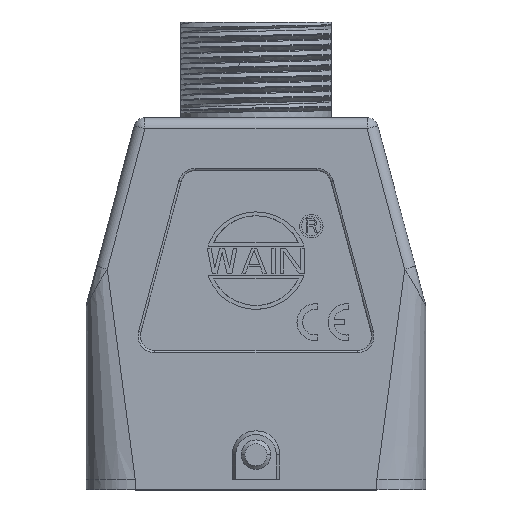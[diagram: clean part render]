
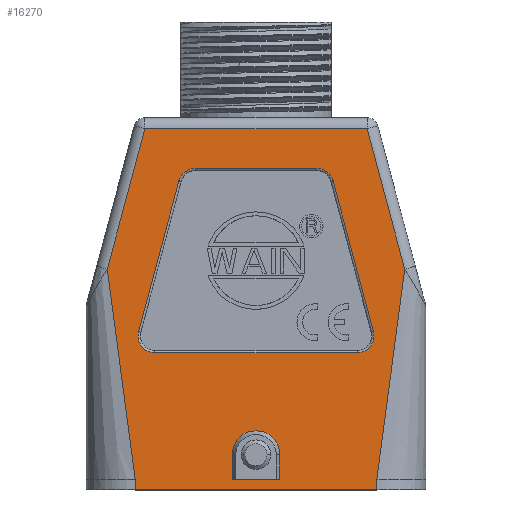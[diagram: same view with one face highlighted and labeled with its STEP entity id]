
A CAD part, top view. The second image highlights one B-rep face of the part: STEP entity #16270.
In plain terms, the highlighted planar face has unit normal (0, 0, 1).
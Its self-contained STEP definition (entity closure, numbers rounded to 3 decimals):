
#87=DIRECTION('',(-1.,0.,0.));
#88=VECTOR('',#87,6.5);
#89=CARTESIAN_POINT('',(3.25,5.,13.425));
#90=LINE('',#89,#88);
#1440=CARTESIAN_POINT('',(-16.425,5.,13.425));
#1458=CARTESIAN_POINT('',(-20.22,33.588,13.425));
#1473=DIRECTION('',(0.,-1.,0.));
#1474=VECTOR('',#1473,1.4);
#1475=CARTESIAN_POINT('',(-16.425,5.,13.425));
#1476=LINE('',#1475,#1474);
#1477=DIRECTION('',(0.,-1.,0.));
#1478=VECTOR('',#1477,3.35);
#1479=CARTESIAN_POINT('',(-3.25,8.35,13.425));
#1480=LINE('',#1479,#1478);
#1481=DIRECTION('',(0.,1.,0.));
#1482=VECTOR('',#1481,3.35);
#1483=CARTESIAN_POINT('',(3.25,5.,13.425));
#1484=LINE('',#1483,#1482);
#1485=CARTESIAN_POINT('',(0.,8.35,13.425));
#1486=DIRECTION('',(0.,0.,1.));
#1487=DIRECTION('',(1.,0.,0.));
#1488=AXIS2_PLACEMENT_3D('',#1485,#1486,#1487);
#1490=DIRECTION('',(0.259,-0.966,0.));
#1491=VECTOR('',#1490,21.223);
#1492=CARTESIAN_POINT('',(10.472,45.595,13.425));
#1493=LINE('',#1492,#1491);
#1494=CARTESIAN_POINT('',(8.25,45.,13.425));
#1495=DIRECTION('',(0.,0.,-1.));
#1496=DIRECTION('',(0.,1.,0.));
#1497=AXIS2_PLACEMENT_3D('',#1494,#1495,#1496);
#1499=DIRECTION('',(1.,0.,0.));
#1500=VECTOR('',#1499,16.5);
#1501=CARTESIAN_POINT('',(-8.25,47.3,13.425));
#1502=LINE('',#1501,#1500);
#1503=CARTESIAN_POINT('',(-8.25,45.,13.425));
#1504=DIRECTION('',(0.,0.,-1.));
#1505=DIRECTION('',(-0.966,0.259,0.));
#1506=AXIS2_PLACEMENT_3D('',#1503,#1504,#1505);
#1508=DIRECTION('',(0.259,0.966,0.));
#1509=VECTOR('',#1508,21.223);
#1510=CARTESIAN_POINT('',(-15.965,25.095,13.425));
#1511=LINE('',#1510,#1509);
#1512=CARTESIAN_POINT('',(-13.743,24.5,13.425));
#1513=DIRECTION('',(0.,0.,-1.));
#1514=DIRECTION('',(0.,-1.,0.));
#1515=AXIS2_PLACEMENT_3D('',#1512,#1513,#1514);
#1517=DIRECTION('',(-1.,0.,0.));
#1518=VECTOR('',#1517,27.486);
#1519=CARTESIAN_POINT('',(13.743,22.2,13.425));
#1520=LINE('',#1519,#1518);
#1521=CARTESIAN_POINT('',(13.743,24.5,13.425));
#1522=DIRECTION('',(0.,0.,-1.));
#1523=DIRECTION('',(0.966,0.259,0.));
#1524=AXIS2_PLACEMENT_3D('',#1521,#1522,#1523);
#1526=DIRECTION('',(0.132,0.991,0.));
#1527=VECTOR('',#1526,28.839);
#1528=CARTESIAN_POINT('',(16.425,5.,13.425));
#1529=LINE('',#1528,#1527);
#1530=DIRECTION('',(0.,-1.,0.));
#1531=VECTOR('',#1530,1.4);
#1532=CARTESIAN_POINT('',(16.425,5.,13.425));
#1533=LINE('',#1532,#1531);
#1534=DIRECTION('',(0.132,-0.991,0.));
#1535=VECTOR('',#1534,28.839);
#1536=CARTESIAN_POINT('',(-20.22,33.588,13.425));
#1537=LINE('',#1536,#1535);
#1538=DIRECTION('',(-0.259,-0.966,0.));
#1539=VECTOR('',#1538,19.786);
#1540=CARTESIAN_POINT('',(-15.099,52.7,13.425));
#1541=LINE('',#1540,#1539);
#1542=DIRECTION('',(-1.,0.,0.));
#1543=VECTOR('',#1542,30.198);
#1544=CARTESIAN_POINT('',(15.099,52.7,13.425));
#1545=LINE('',#1544,#1543);
#1546=DIRECTION('',(-0.259,0.966,0.));
#1547=VECTOR('',#1546,19.786);
#1548=CARTESIAN_POINT('',(20.22,33.588,13.425));
#1549=LINE('',#1548,#1547);
#3003=CARTESIAN_POINT('',(16.425,5.,13.425));
#3018=CARTESIAN_POINT('',(20.22,33.588,13.425));
#3172=CARTESIAN_POINT('',(16.425,3.6,13.425));
#3222=DIRECTION('',(-1.,0.,0.));
#3223=VECTOR('',#3222,32.85);
#3224=CARTESIAN_POINT('',(16.425,3.6,13.425));
#3225=LINE('',#3224,#3223);
#11865=CARTESIAN_POINT('',(10.472,45.595,13.425));
#11866=CARTESIAN_POINT('',(15.965,25.095,13.425));
#11867=VERTEX_POINT('',#11865);
#11868=VERTEX_POINT('',#11866);
#11873=CARTESIAN_POINT('',(13.743,22.2,13.425));
#11874=VERTEX_POINT('',#11873);
#11877=CARTESIAN_POINT('',(-13.743,22.2,13.425));
#11878=VERTEX_POINT('',#11877);
#11881=CARTESIAN_POINT('',(-15.965,25.095,13.425));
#11882=VERTEX_POINT('',#11881);
#11885=CARTESIAN_POINT('',(-10.472,45.595,13.425));
#11886=VERTEX_POINT('',#11885);
#11889=CARTESIAN_POINT('',(-8.25,47.3,13.425));
#11890=VERTEX_POINT('',#11889);
#11893=CARTESIAN_POINT('',(8.25,47.3,13.425));
#11894=VERTEX_POINT('',#11893);
#12717=VERTEX_POINT('',#3018);
#12721=CARTESIAN_POINT('',(15.099,52.7,13.425));
#12722=VERTEX_POINT('',#12721);
#12731=CARTESIAN_POINT('',(-15.099,52.7,13.425));
#12732=VERTEX_POINT('',#12731);
#12736=VERTEX_POINT('',#1458);
#12772=CARTESIAN_POINT('',(3.25,8.35,13.425));
#12773=CARTESIAN_POINT('',(-3.25,8.35,13.425));
#12774=VERTEX_POINT('',#12772);
#12775=VERTEX_POINT('',#12773);
#14028=VERTEX_POINT('',#3003);
#14029=VERTEX_POINT('',#1440);
#14036=VERTEX_POINT('',#3172);
#14037=CARTESIAN_POINT('',(-16.425,3.6,13.425));
#14038=VERTEX_POINT('',#14037);
#14050=CARTESIAN_POINT('',(3.25,5.,13.425));
#14051=VERTEX_POINT('',#14050);
#14052=CARTESIAN_POINT('',(-3.25,5.,13.425));
#14053=VERTEX_POINT('',#14052);
#16222=CARTESIAN_POINT('',(0.,0.,13.425));
#16223=DIRECTION('',(0.,0.,1.));
#16224=DIRECTION('',(1.,0.,0.));
#16225=AXIS2_PLACEMENT_3D('',#16222,#16223,#16224);
#16226=PLANE('',#16225);
#16228=ORIENTED_EDGE('',*,*,#16227,.F.);
#16230=ORIENTED_EDGE('',*,*,#16229,.T.);
#16232=ORIENTED_EDGE('',*,*,#16231,.T.);
#16233=ORIENTED_EDGE('',*,*,#16214,.F.);
#16234=ORIENTED_EDGE('',*,*,#16191,.F.);
#16236=ORIENTED_EDGE('',*,*,#16235,.F.);
#16238=ORIENTED_EDGE('',*,*,#16237,.F.);
#16240=ORIENTED_EDGE('',*,*,#16239,.F.);
#16241=EDGE_LOOP('',(#16228,#16230,#16232,#16233,#16234,#16236,#16238,#16240));
#16242=FACE_OUTER_BOUND('',#16241,.F.);
#16244=ORIENTED_EDGE('',*,*,#16243,.F.);
#16246=ORIENTED_EDGE('',*,*,#16245,.F.);
#16248=ORIENTED_EDGE('',*,*,#16247,.F.);
#16250=ORIENTED_EDGE('',*,*,#16249,.F.);
#16252=ORIENTED_EDGE('',*,*,#16251,.F.);
#16254=ORIENTED_EDGE('',*,*,#16253,.F.);
#16256=ORIENTED_EDGE('',*,*,#16255,.F.);
#16258=ORIENTED_EDGE('',*,*,#16257,.F.);
#16259=EDGE_LOOP('',(#16244,#16246,#16248,#16250,#16252,#16254,#16256,#16258));
#16260=FACE_BOUND('',#16259,.F.);
#16262=ORIENTED_EDGE('',*,*,#16261,.T.);
#16263=ORIENTED_EDGE('',*,*,#14348,.F.);
#16265=ORIENTED_EDGE('',*,*,#16264,.T.);
#16267=ORIENTED_EDGE('',*,*,#16266,.T.);
#16268=EDGE_LOOP('',(#16262,#16263,#16265,#16267));
#16269=FACE_BOUND('',#16268,.F.);
#16270=ADVANCED_FACE('',(#16242,#16260,#16269),#16226,.T.);
#1489=CIRCLE('',#1488,3.25);
#1498=CIRCLE('',#1497,2.3);
#1507=CIRCLE('',#1506,2.3);
#1516=CIRCLE('',#1515,2.3);
#1525=CIRCLE('',#1524,2.3);
#14348=EDGE_CURVE('',#14051,#14053,#90,.T.);
#16191=EDGE_CURVE('',#12736,#14029,#1537,.T.);
#16214=EDGE_CURVE('',#14029,#14038,#1476,.T.);
#16227=EDGE_CURVE('',#14028,#12717,#1529,.T.);
#16229=EDGE_CURVE('',#14028,#14036,#1533,.T.);
#16231=EDGE_CURVE('',#14036,#14038,#3225,.T.);
#16235=EDGE_CURVE('',#12732,#12736,#1541,.T.);
#16237=EDGE_CURVE('',#12722,#12732,#1545,.T.);
#16239=EDGE_CURVE('',#12717,#12722,#1549,.T.);
#16243=EDGE_CURVE('',#11867,#11868,#1493,.T.);
#16245=EDGE_CURVE('',#11894,#11867,#1498,.T.);
#16247=EDGE_CURVE('',#11890,#11894,#1502,.T.);
#16249=EDGE_CURVE('',#11886,#11890,#1507,.T.);
#16251=EDGE_CURVE('',#11882,#11886,#1511,.T.);
#16253=EDGE_CURVE('',#11878,#11882,#1516,.T.);
#16255=EDGE_CURVE('',#11874,#11878,#1520,.T.);
#16257=EDGE_CURVE('',#11868,#11874,#1525,.T.);
#16261=EDGE_CURVE('',#12775,#14053,#1480,.T.);
#16264=EDGE_CURVE('',#14051,#12774,#1484,.T.);
#16266=EDGE_CURVE('',#12774,#12775,#1489,.T.);
